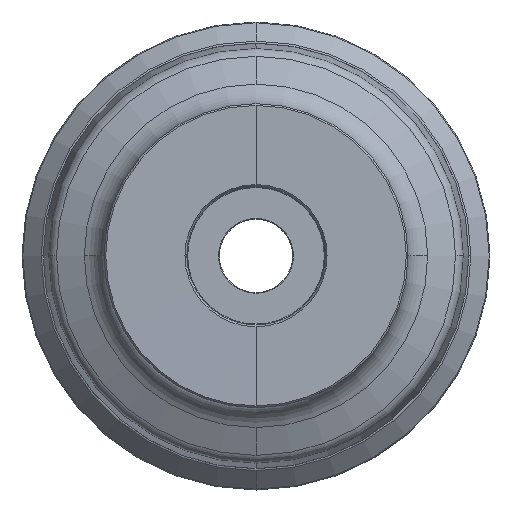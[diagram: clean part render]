
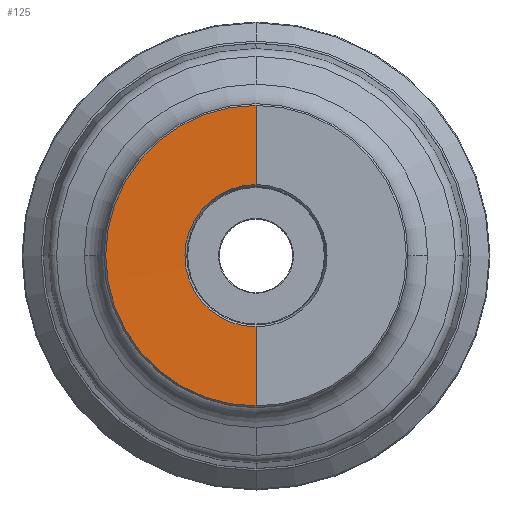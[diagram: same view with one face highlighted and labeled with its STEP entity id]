
A CAD part, top view. The second image highlights one B-rep face of the part: STEP entity #125.
In plain terms, the highlighted conical face has half-angle 89.914 degrees and reference radius 32.407 mm.
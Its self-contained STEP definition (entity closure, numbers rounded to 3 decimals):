
#125=ADVANCED_FACE('',(#365),#366,.F.);
#365=FACE_OUTER_BOUND('',#710,.T.);
#366=CONICAL_SURFACE('',#711,32.407,1.569);
#710=EDGE_LOOP('',(#1044,#1045,#1046,#1047));
#711=AXIS2_PLACEMENT_3D('',#1048,#1049,#1050);
#1044=ORIENTED_EDGE('',*,*,#1934,.F.);
#1045=ORIENTED_EDGE('',*,*,#1935,.F.);
#1046=ORIENTED_EDGE('',*,*,#1936,.F.);
#1047=ORIENTED_EDGE('',*,*,#1937,.T.);
#1048=CARTESIAN_POINT('',(0.,0.0,-0.017));
#1049=DIRECTION('',(0.,-0.0,1.0));
#1050=DIRECTION('',(0.0,1.0,0.0));
#1934=EDGE_CURVE('',#2331,#2340,#2341,.T.);
#1935=EDGE_CURVE('',#2334,#2331,#2342,.T.);
#1936=EDGE_CURVE('',#2343,#2334,#2344,.T.);
#1937=EDGE_CURVE('',#2343,#2340,#2345,.T.);
#2331=VERTEX_POINT('',#2831);
#2334=VERTEX_POINT('',#2835);
#2340=VERTEX_POINT('',#2842);
#2341=LINE('',#2843,#2844);
#2342=CIRCLE('',#2845,44.0);
#2343=VERTEX_POINT('',#2846);
#2344=LINE('',#2847,#2848);
#2345=CIRCLE('',#2849,20.814);
#2831=CARTESIAN_POINT('',(0.0,44.0,0.0));
#2835=CARTESIAN_POINT('',(0.,-44.0,0.));
#2842=CARTESIAN_POINT('',(0.,20.814,-0.035));
#2843=CARTESIAN_POINT('',(0.,32.407,-0.017));
#2844=VECTOR('',#3354,1.0);
#2845=AXIS2_PLACEMENT_3D('',#3355,#3356,#3357);
#2846=CARTESIAN_POINT('',(0.,-20.814,-0.035));
#2847=CARTESIAN_POINT('',(0.,-32.407,-0.017));
#2848=VECTOR('',#3358,1.0);
#2849=AXIS2_PLACEMENT_3D('',#3359,#3360,#3361);
#3354=DIRECTION('',(0.,-1.,-0.001));
#3355=CARTESIAN_POINT('',(0.0,0.0,0.0));
#3356=DIRECTION('',(0.,0.0,-1.0));
#3357=DIRECTION('',(0.0,1.0,0.0));
#3358=DIRECTION('',(0.,-1.,0.001));
#3359=CARTESIAN_POINT('',(0.,0.0,-0.035));
#3360=DIRECTION('',(0.,0.0,-1.0));
#3361=DIRECTION('',(0.0,1.0,0.0));
